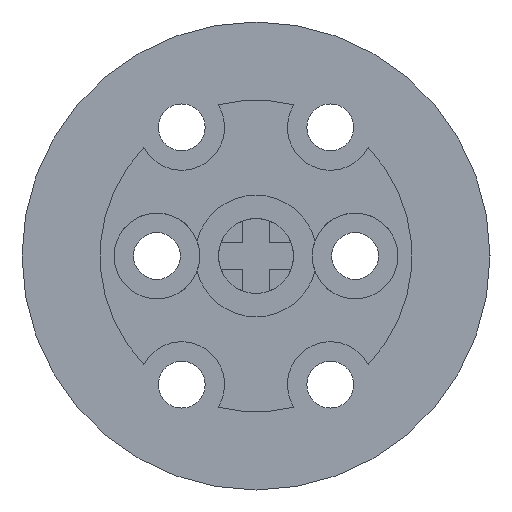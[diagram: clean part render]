
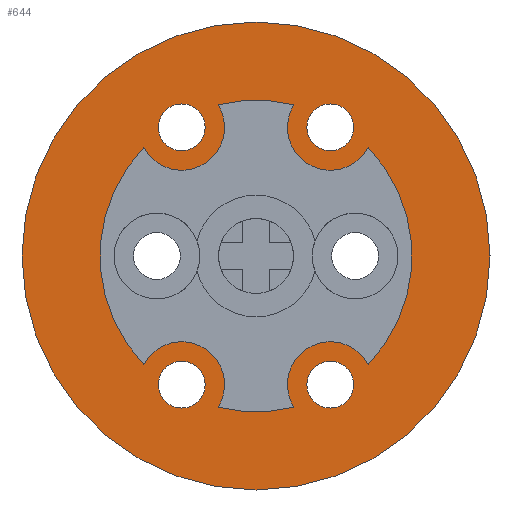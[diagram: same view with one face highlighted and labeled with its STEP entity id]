
A CAD part, left-side view. The second image highlights one B-rep face of the part: STEP entity #644.
In plain terms, the highlighted planar face has unit normal (-1, 0, 0).
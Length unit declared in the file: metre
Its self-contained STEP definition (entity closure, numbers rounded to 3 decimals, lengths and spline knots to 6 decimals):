
#12=PLANE('',#704);
#32=CIRCLE('',#694,0.01);
#33=CIRCLE('',#696,0.01);
#36=CIRCLE('',#700,0.01);
#39=CIRCLE('',#705,0.0015);
#40=CIRCLE('',#706,0.0015);
#41=CIRCLE('',#707,0.00275);
#42=CIRCLE('',#708,0.00275);
#43=CIRCLE('',#709,0.01);
#44=CIRCLE('',#710,0.00275);
#45=CIRCLE('',#711,0.00275);
#46=CIRCLE('',#712,0.0015);
#47=CIRCLE('',#713,0.015);
#48=CIRCLE('',#714,0.0015);
#96=ORIENTED_EDGE('',*,*,#274,.T.);
#97=ORIENTED_EDGE('',*,*,#275,.T.);
#98=ORIENTED_EDGE('',*,*,#276,.F.);
#99=ORIENTED_EDGE('',*,*,#269,.T.);
#100=ORIENTED_EDGE('',*,*,#277,.F.);
#101=ORIENTED_EDGE('',*,*,#278,.T.);
#102=ORIENTED_EDGE('',*,*,#279,.F.);
#103=ORIENTED_EDGE('',*,*,#263,.T.);
#104=ORIENTED_EDGE('',*,*,#280,.F.);
#105=ORIENTED_EDGE('',*,*,#261,.T.);
#106=ORIENTED_EDGE('',*,*,#281,.T.);
#107=ORIENTED_EDGE('',*,*,#282,.F.);
#108=ORIENTED_EDGE('',*,*,#283,.T.);
#261=EDGE_CURVE('',#348,#350,#32,.T.);
#263=EDGE_CURVE('',#353,#351,#33,.T.);
#269=EDGE_CURVE('',#356,#358,#36,.T.);
#274=EDGE_CURVE('',#363,#363,#39,.T.);
#275=EDGE_CURVE('',#364,#364,#40,.T.);
#276=EDGE_CURVE('',#356,#350,#41,.T.);
#277=EDGE_CURVE('',#365,#358,#42,.T.);
#278=EDGE_CURVE('',#365,#366,#43,.T.);
#279=EDGE_CURVE('',#353,#366,#44,.T.);
#280=EDGE_CURVE('',#348,#351,#45,.T.);
#281=EDGE_CURVE('',#367,#367,#46,.T.);
#282=EDGE_CURVE('',#368,#368,#47,.T.);
#283=EDGE_CURVE('',#369,#369,#48,.T.);
#348=VERTEX_POINT('',#1002);
#350=VERTEX_POINT('',#1006);
#351=VERTEX_POINT('',#1010);
#353=VERTEX_POINT('',#1013);
#356=VERTEX_POINT('',#1020);
#358=VERTEX_POINT('',#1024);
#363=VERTEX_POINT('',#1037);
#364=VERTEX_POINT('',#1039);
#365=VERTEX_POINT('',#1042);
#366=VERTEX_POINT('',#1044);
#367=VERTEX_POINT('',#1048);
#368=VERTEX_POINT('',#1050);
#369=VERTEX_POINT('',#1052);
#496=EDGE_LOOP('',(#96));
#497=EDGE_LOOP('',(#97));
#498=EDGE_LOOP('',(#98,#99,#100,#101,#102,#103,#104,#105));
#499=EDGE_LOOP('',(#106));
#500=EDGE_LOOP('',(#107));
#501=EDGE_LOOP('',(#108));
#560=FACE_BOUND('',#496,.T.);
#561=FACE_BOUND('',#497,.T.);
#562=FACE_BOUND('',#498,.T.);
#563=FACE_BOUND('',#499,.T.);
#564=FACE_BOUND('',#500,.T.);
#565=FACE_BOUND('',#501,.T.);
#644=ADVANCED_FACE('',(#560,#561,#562,#563,#564,#565),#12,.F.);
#694=AXIS2_PLACEMENT_3D('',#1007,#788,#789);
#696=AXIS2_PLACEMENT_3D('',#1012,#793,#794);
#700=AXIS2_PLACEMENT_3D('',#1025,#804,#805);
#704=AXIS2_PLACEMENT_3D('',#1035,#814,#815);
#705=AXIS2_PLACEMENT_3D('',#1036,#816,#817);
#706=AXIS2_PLACEMENT_3D('',#1038,#818,#819);
#707=AXIS2_PLACEMENT_3D('',#1040,#820,#821);
#708=AXIS2_PLACEMENT_3D('',#1041,#822,#823);
#709=AXIS2_PLACEMENT_3D('',#1043,#824,#825);
#710=AXIS2_PLACEMENT_3D('',#1045,#826,#827);
#711=AXIS2_PLACEMENT_3D('',#1046,#828,#829);
#712=AXIS2_PLACEMENT_3D('',#1047,#830,#831);
#713=AXIS2_PLACEMENT_3D('',#1049,#832,#833);
#714=AXIS2_PLACEMENT_3D('',#1051,#834,#835);
#788=DIRECTION('',(1.,0.,0.));
#789=DIRECTION('',(0.,0.,-1.));
#793=DIRECTION('',(1.,0.,0.));
#794=DIRECTION('',(0.,0.,-1.));
#804=DIRECTION('',(1.,0.,0.));
#805=DIRECTION('',(0.,0.,-1.));
#814=DIRECTION('',(1.,0.,0.));
#815=DIRECTION('',(0.,1.,0.));
#816=DIRECTION('',(1.,0.,0.));
#817=DIRECTION('',(0.,0.,-1.));
#818=DIRECTION('',(1.,0.,0.));
#819=DIRECTION('',(0.,0.,-1.));
#820=DIRECTION('',(1.,0.,0.));
#821=DIRECTION('',(0.,0.,-1.));
#822=DIRECTION('',(1.,0.,0.));
#823=DIRECTION('',(0.,0.,-1.));
#824=DIRECTION('',(1.,0.,0.));
#825=DIRECTION('',(0.,0.,-1.));
#826=DIRECTION('',(1.,0.,0.));
#827=DIRECTION('',(0.,0.,-1.));
#828=DIRECTION('',(1.,0.,0.));
#829=DIRECTION('',(0.,0.,-1.));
#830=DIRECTION('',(1.,0.,0.));
#831=DIRECTION('',(0.,0.,-1.));
#832=DIRECTION('',(1.,0.,0.));
#833=DIRECTION('',(0.,0.,-1.));
#834=DIRECTION('',(1.,0.,0.));
#835=DIRECTION('',(0.,0.,-1.));
#1002=CARTESIAN_POINT('',(0.,-0.002427,-0.009701));
#1006=CARTESIAN_POINT('',(0.,0.002427,-0.009701));
#1007=CARTESIAN_POINT('',(0.,0.,0.));
#1010=CARTESIAN_POINT('',(0.,-0.007188,-0.006952));
#1012=CARTESIAN_POINT('',(0.,0.,0.));
#1013=CARTESIAN_POINT('',(0.,-0.007188,0.006952));
#1020=CARTESIAN_POINT('',(0.,0.007188,-0.006952));
#1024=CARTESIAN_POINT('',(0.,0.007188,0.006952));
#1025=CARTESIAN_POINT('',(0.,0.,0.));
#1035=CARTESIAN_POINT('',(0.,0.,0.));
#1036=CARTESIAN_POINT('',(0.,-0.004763,-0.008249));
#1037=CARTESIAN_POINT('',(0.,-0.004763,-0.009749));
#1038=CARTESIAN_POINT('',(0.,-0.004763,0.008249));
#1039=CARTESIAN_POINT('',(0.,-0.004763,0.006749));
#1040=CARTESIAN_POINT('',(0.,0.004763,-0.008249));
#1041=CARTESIAN_POINT('',(0.,0.004763,0.008249));
#1042=CARTESIAN_POINT('',(0.,0.002427,0.009701));
#1043=CARTESIAN_POINT('',(0.,0.,0.));
#1044=CARTESIAN_POINT('',(0.,-0.002427,0.009701));
#1045=CARTESIAN_POINT('',(0.,-0.004763,0.008249));
#1046=CARTESIAN_POINT('',(0.,-0.004763,-0.008249));
#1047=CARTESIAN_POINT('',(0.,0.004763,0.008249));
#1048=CARTESIAN_POINT('',(0.,0.004763,0.006749));
#1049=CARTESIAN_POINT('',(0.,0.,0.));
#1050=CARTESIAN_POINT('',(0.,0.,-0.015));
#1051=CARTESIAN_POINT('',(0.,0.004763,-0.008249));
#1052=CARTESIAN_POINT('',(0.,0.004763,-0.009749));
